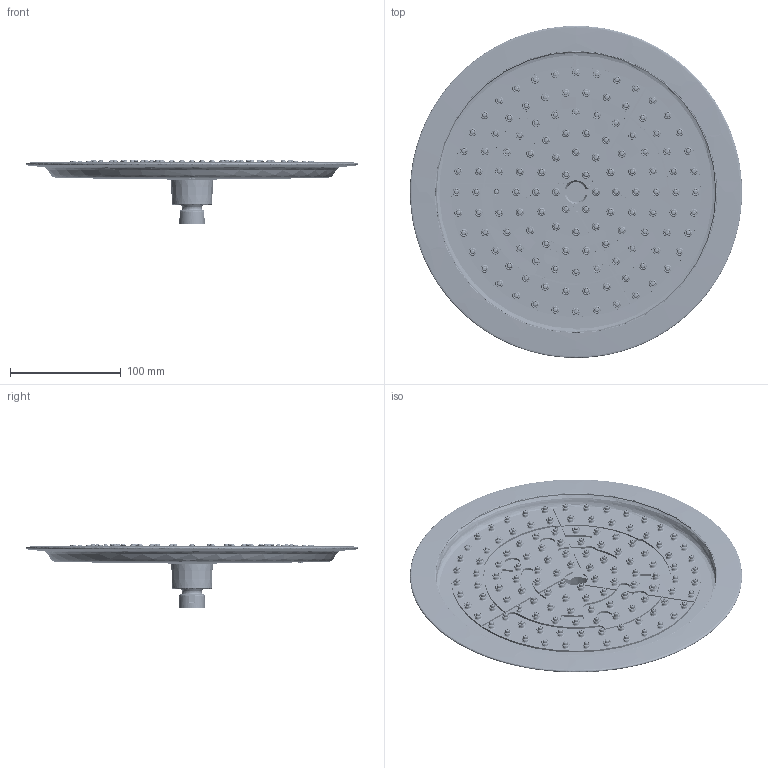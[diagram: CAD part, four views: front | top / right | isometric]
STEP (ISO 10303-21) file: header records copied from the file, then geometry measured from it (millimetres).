
FILE_DESCRIPTION (( 'STEP AP203' ), '1' );
FILE_NAME ('99ZP03028.STEP', '2025-06-19T11:34:39', ( '' ), ( '' ), 'SwSTEP 2.0', 'SolidWorks 2021', '' );
FILE_SCHEMA (( 'CONFIG_CONTROL_DESIGN' ));
Length unit declared in the file: millimetre
Products named in the file (1): 99ZP03028
Bounding box: 299.99 x 300 x 58.7 mm (x, y, z)
Volume: 551190 mm3; surface area: 77514.5 mm2
Topology: 43 solids, 43 shells, 2243 faces, 6307 edges, 4646 vertices
Faces by surface type: bspline 977, cone 658, plane 582, cylinder 26
Full cylindrical faces by diameter (mm): 18 x1, 23.3 x1, 26.9 x1, 36.471 x1, 254.2 x1, 254.5 x1
Entity records: 113928 total; most frequent: CARTESIAN_POINT 73491, ORIENTED_EDGE 8648, DIRECTION 5805, EDGE_CURVE 4324, EDGE_LOOP 4155, VERTEX_POINT 3815, FACE_OUTER_BOUND 2859, AXIS2_PLACEMENT_3D 2769
